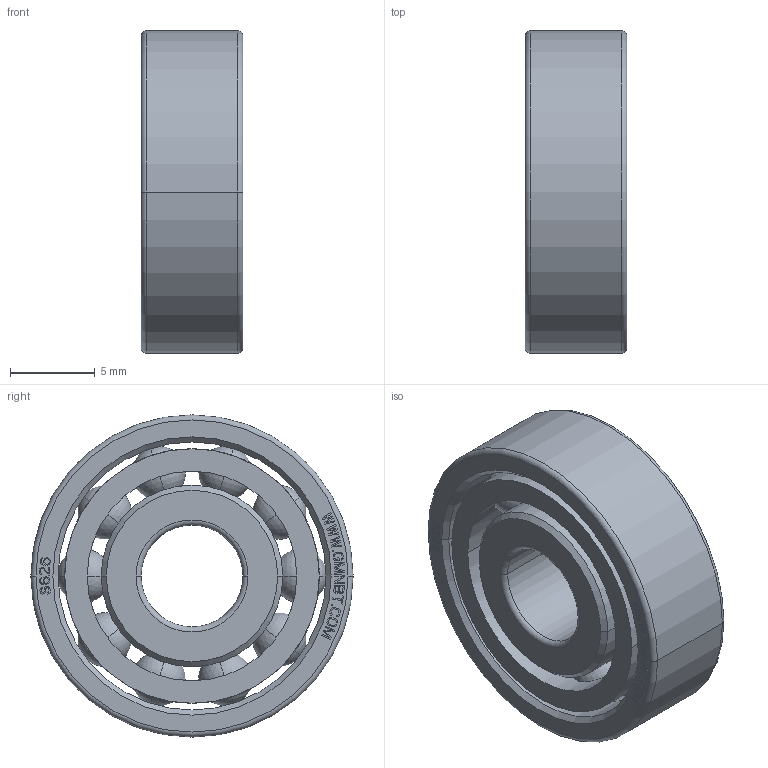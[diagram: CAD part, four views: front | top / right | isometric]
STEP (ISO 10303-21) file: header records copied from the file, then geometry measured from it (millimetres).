
FILE_DESCRIPTION((''),'2;1');
FILE_NAME('S626_PRT','2014-03-19T',('sales 4'),(''),'PRO/ENGINEER BY PARAMETRIC TECHNOLOGY CORPORATION, 2013150','PRO/ENGINEER BY PARAMETRIC TECHNOLOGY CORPORATION, 2013150','');
FILE_SCHEMA(('AUTOMOTIVE_DESIGN { 1 0 10303 214 1 1 1 1 }'));
Length unit declared in the file: millimetre
Products named in the file (1): S626_PRT
Bounding box: 6.01 x 19 x 19 mm (x, y, z)
Volume: 1213 mm3; surface area: 2046.4 mm2
Topology: 3 solids, 3 shells, 604 faces, 1668 edges, 1068 vertices
Faces by surface type: plane 488, cylinder 54, sphere 40, torus 12, cone 10
Entity records: 26863 total; most frequent: CARTESIAN_POINT 6422, ORIENTED_EDGE 3256, DIRECTION 2936, PRESENTATION_STYLE_ASSIGNMENT 1658, STYLED_ITEM 1631, CURVE_STYLE 1628, EDGE_CURVE 1628, VECTOR 1448
